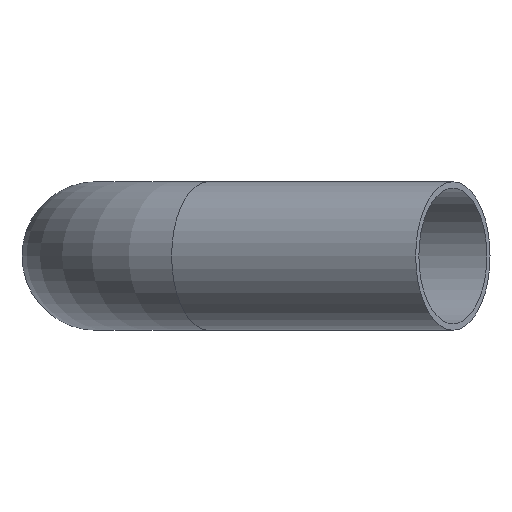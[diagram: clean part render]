
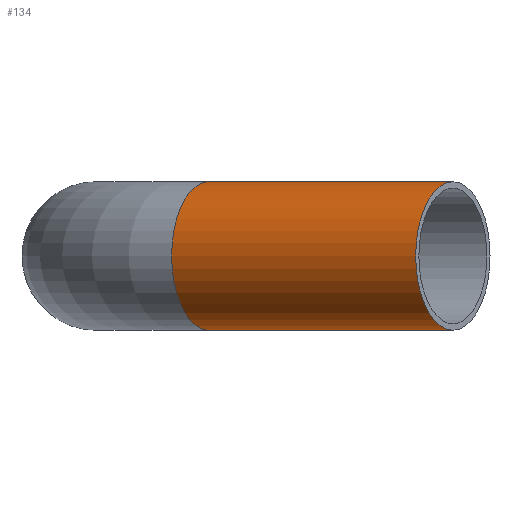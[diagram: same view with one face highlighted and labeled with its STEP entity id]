
A CAD part, front view. The second image highlights one B-rep face of the part: STEP entity #134.
In plain terms, the highlighted cylindrical face has radius 17.5 mm (diameter 35 mm), a full revolution.
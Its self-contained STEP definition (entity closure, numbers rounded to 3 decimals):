
#24=FACE_OUTER_BOUND('',#32,.T.);
#32=EDGE_LOOP('',(#107,#108,#109,#110,#111));
#41=LINE('',#254,#45);
#45=VECTOR('',#209,17.5);
#54=CIRCLE('',#170,17.5);
#55=CIRCLE('',#171,17.5);
#56=CIRCLE('',#172,17.5);
#67=VERTEX_POINT('',#251);
#68=VERTEX_POINT('',#253);
#69=VERTEX_POINT('',#255);
#82=EDGE_CURVE('',#67,#67,#54,.T.);
#83=EDGE_CURVE('',#67,#68,#41,.T.);
#84=EDGE_CURVE('',#69,#68,#55,.T.);
#85=EDGE_CURVE('',#68,#69,#56,.T.);
#107=ORIENTED_EDGE('',*,*,#82,.T.);
#108=ORIENTED_EDGE('',*,*,#83,.T.);
#109=ORIENTED_EDGE('',*,*,#84,.F.);
#110=ORIENTED_EDGE('',*,*,#85,.F.);
#111=ORIENTED_EDGE('',*,*,#83,.F.);
#129=CYLINDRICAL_SURFACE('',#169,17.5);
#134=ADVANCED_FACE('',(#24),#129,.T.);
#169=AXIS2_PLACEMENT_3D('',#250,#205,#206);
#170=AXIS2_PLACEMENT_3D('',#252,#207,#208);
#171=AXIS2_PLACEMENT_3D('',#256,#210,#211);
#172=AXIS2_PLACEMENT_3D('',#257,#212,#213);
#205=DIRECTION('center_axis',(0.866,-0.5,0.));
#206=DIRECTION('ref_axis',(0.5,0.866,0.));
#207=DIRECTION('center_axis',(-0.866,0.5,0.));
#208=DIRECTION('ref_axis',(0.5,0.866,0.));
#209=DIRECTION('',(-0.866,0.5,0.));
#210=DIRECTION('center_axis',(-0.866,0.5,0.));
#211=DIRECTION('ref_axis',(0.5,0.866,0.));
#212=DIRECTION('center_axis',(-0.866,0.5,0.));
#213=DIRECTION('ref_axis',(0.5,0.866,0.));
#250=CARTESIAN_POINT('Origin',(26.5,-218.3,0.));
#251=CARTESIAN_POINT('',(75.254,-266.655,0.));
#252=CARTESIAN_POINT('Origin',(84.004,-251.5,0.));
#253=CARTESIAN_POINT('',(17.75,-233.455,0.));
#254=CARTESIAN_POINT('',(17.75,-233.455,0.));
#255=CARTESIAN_POINT('',(35.25,-203.144,0.));
#256=CARTESIAN_POINT('Origin',(26.5,-218.3,0.));
#257=CARTESIAN_POINT('Origin',(26.5,-218.3,0.));
